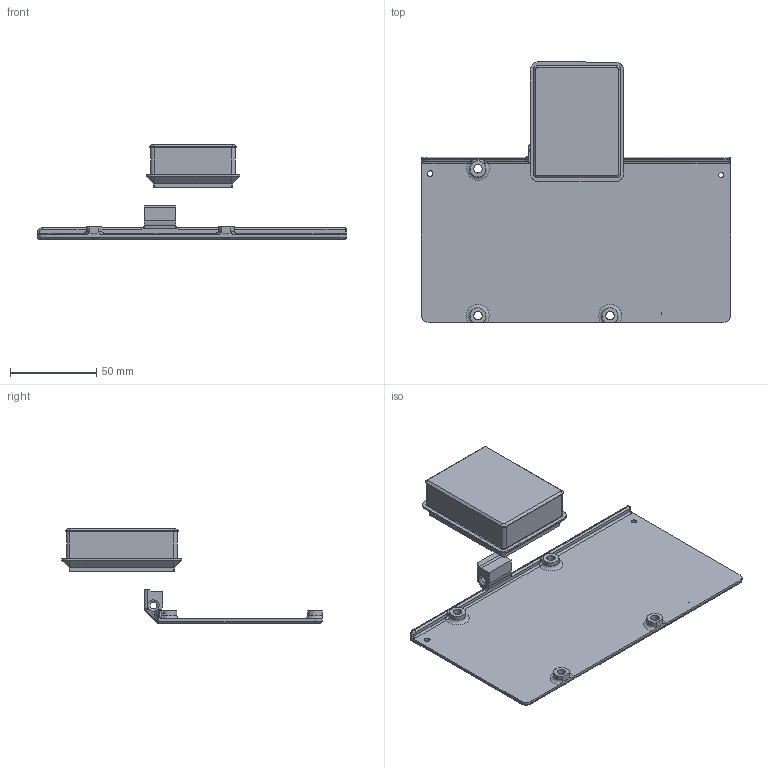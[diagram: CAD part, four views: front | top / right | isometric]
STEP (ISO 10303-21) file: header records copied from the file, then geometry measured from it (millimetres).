
FILE_DESCRIPTION(/* description */ ('','CAx-IF Rec.Pracs.---Representation and Presentation of Product Manufacturing Information (PMI)---4.0---2014-10-13'),/* implementation_level */ '2;1');
FILE_NAME(/* name */ 'SUPPORT.step',/* time_stamp */ '2024-12-18T09:49:34Z',/* author */ (''),/* organization */ (''),/* preprocessor_version */ 'ST-DEVELOPER v20',/* originating_system */ 'Autodesk Translation Framework v13.20.0.188',/* authorisation */ '');
FILE_SCHEMA (('AP242_MANAGED_MODEL_BASED_3D_ENGINEERING_MIM_LF { 1 0 10303 442 1 1 4 }'));
Length unit declared in the file: millimetre
Products named in the file (2): TXV12a; MODBAY
Assembly tree (1 placements, depth 2):
  TXV12a
    MODBAY
Bounding box: 179 x 150.6 x 54.46 mm (x, y, z)
Volume: 68350.4 mm3; surface area: 62616.8 mm2
Topology: 3 solids, 3 shells, 313 faces, 783 edges, 479 vertices
Faces by surface type: plane 142, cylinder 103, bspline 26, torus 19, cone 17, sphere 6
Full cylindrical faces by diameter (mm): 2.9 x1, 3.238 x1, 4 x1, 4.8 x4, 7.2 x4, 30.959 x1
Entity records: 10367 total; most frequent: CARTESIAN_POINT 2806, ORIENTED_EDGE 1566, DIRECTION 1563, EDGE_CURVE 783, AXIS2_PLACEMENT_3D 562, VERTEX_POINT 479, LINE 439, VECTOR 439
